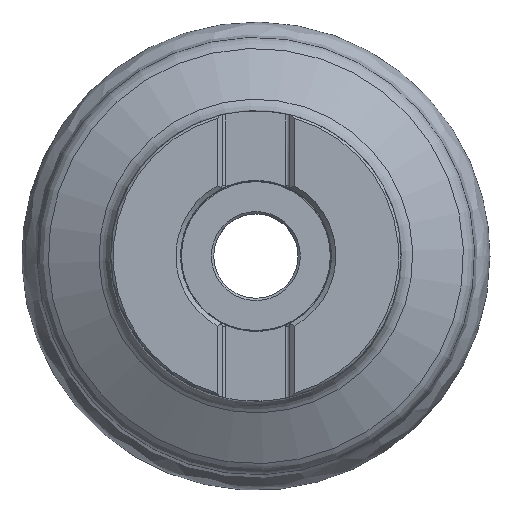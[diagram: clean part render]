
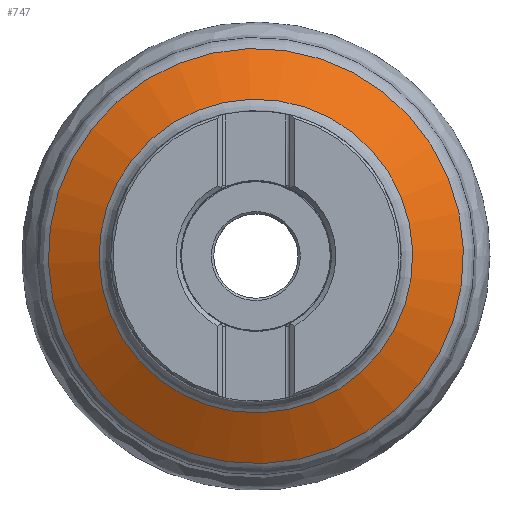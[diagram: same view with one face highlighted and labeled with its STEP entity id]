
A CAD part, top view. The second image highlights one B-rep face of the part: STEP entity #747.
In plain terms, the highlighted conical face has half-angle 60 degrees and reference radius 33.5 mm.
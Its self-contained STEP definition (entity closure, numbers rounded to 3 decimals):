
#46=CONICAL_SURFACE('',#963,33.5,60.);
#236=EDGE_LOOP('',(#346));
#237=EDGE_LOOP('',(#347));
#346=ORIENTED_EDGE('',*,*,#580,.T.);
#347=ORIENTED_EDGE('',*,*,#579,.F.);
#579=EDGE_CURVE('',#881,#881,#680,.T.);
#580=EDGE_CURVE('',#882,#882,#681,.T.);
#680=CIRCLE('',#960,33.5);
#681=CIRCLE('',#962,44.333);
#747=ADVANCED_FACE('',(#808,#809),#46,.T.);
#808=FACE_BOUND('',#236,.T.);
#809=FACE_BOUND('',#237,.T.);
#881=VERTEX_POINT('',#6604);
#882=VERTEX_POINT('',#6607);
#960=AXIS2_PLACEMENT_3D('',#6603,#1103,#1104);
#962=AXIS2_PLACEMENT_3D('',#6606,#1107,#1108);
#963=AXIS2_PLACEMENT_3D('',#6608,#1109,#1110);
#1103=DIRECTION('',(0.,0.,1.));
#1104=DIRECTION('',(0.035,-0.999,0.));
#1107=DIRECTION('',(0.,0.,1.));
#1108=DIRECTION('',(0.035,-0.999,0.));
#1109=DIRECTION('',(0.,0.,-1.));
#1110=DIRECTION('',(-0.035,0.999,0.));
#6603=CARTESIAN_POINT('',(0.,0.,-21.33));
#6604=CARTESIAN_POINT('',(1.169,-33.48,-21.33));
#6606=CARTESIAN_POINT('',(0.,0.,-27.585));
#6607=CARTESIAN_POINT('',(1.547,-44.306,-27.585));
#6608=CARTESIAN_POINT('',(0.,0.,-21.33));
